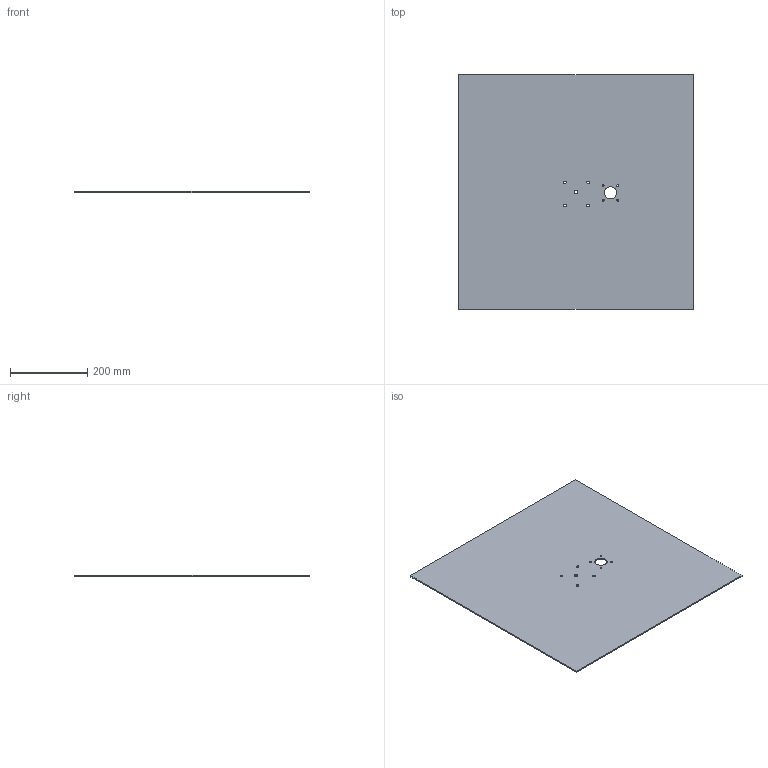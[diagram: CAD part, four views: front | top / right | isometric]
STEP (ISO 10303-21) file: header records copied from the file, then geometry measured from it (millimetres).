
FILE_DESCRIPTION(/* description */ ('','CAx-IF Rec.Pracs.---Representation and Presentation of Product Manufacturing Information (PMI)---4.0---2014-10-13'),/* implementation_level */ '2;1');
FILE_NAME(/* name */ 'AcrylicPanelCutout.step',/* time_stamp */ '2025-05-05T16:26:01-06:00',/* author */ (''),/* organization */ (''),/* preprocessor_version */ 'ST-DEVELOPER v20',/* originating_system */ 'Autodesk Translation Framework v13.20.0.188',/* authorisation */ '');
FILE_SCHEMA (('AP242_MANAGED_MODEL_BASED_3D_ENGINEERING_MIM_LF { 1 0 10303 442 1 1 4 }'));
Length unit declared in the file: millimetre
Products named in the file (2): Probe Mount Face On; Panel
Assembly tree (1 placements, depth 2):
  Probe Mount Face On
    Panel
Bounding box: 609.6 x 609.6 x 3.17 mm (x, y, z)
Volume: 1176389.8 mm3; surface area: 749665.1 mm2
Topology: 1 solids, 1 shells, 16 faces, 42 edges, 28 vertices
Faces by surface type: cylinder 10, plane 6
Full cylindrical faces by diameter (mm): 5.1 x4, 6.8 x4, 9.9 x1, 31.75 x1
Entity records: 599 total; most frequent: DIRECTION 100, CARTESIAN_POINT 89, ORIENTED_EDGE 84, EDGE_CURVE 42, AXIS2_PLACEMENT_3D 39, EDGE_LOOP 36, VERTEX_POINT 28, LINE 22
